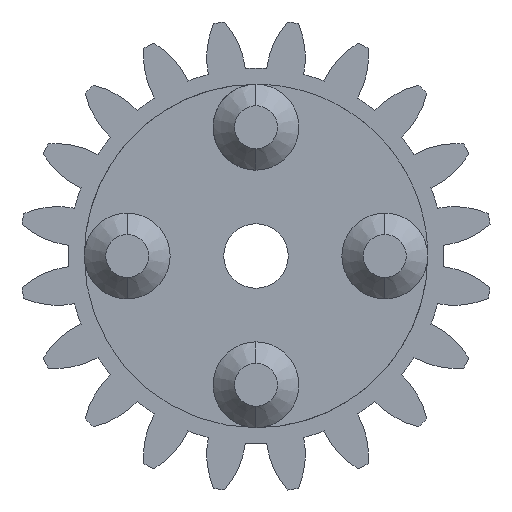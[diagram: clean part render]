
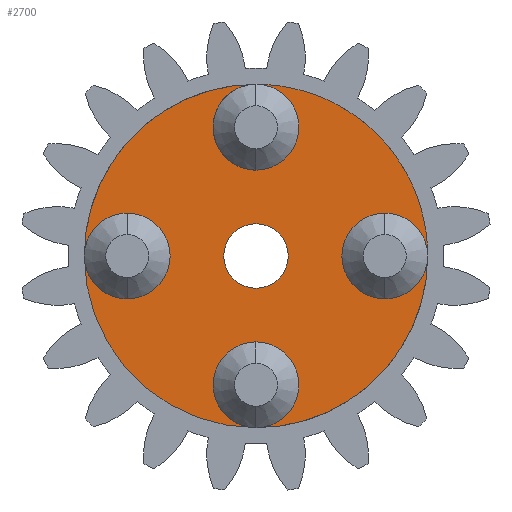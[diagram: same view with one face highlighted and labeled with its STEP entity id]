
A CAD part, left-side view. The second image highlights one B-rep face of the part: STEP entity #2700.
In plain terms, the highlighted planar face has unit normal (-1, 0, 0).
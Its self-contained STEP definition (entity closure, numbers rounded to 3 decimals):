
#92 = VERTEX_POINT ( 'NONE', #1126 ) ;
#96 = ORIENTED_EDGE ( 'NONE', *, *, #2042, .F. ) ;
#100 = AXIS2_PLACEMENT_3D ( 'NONE', #780, #2012, #1094 ) ;
#239 = CIRCLE ( 'NONE', #2235, 2. ) ;
#276 = DIRECTION ( 'NONE',  ( 0., 0., 1. ) ) ;
#345 = ORIENTED_EDGE ( 'NONE', *, *, #1720, .F. ) ;
#356 = ORIENTED_EDGE ( 'NONE', *, *, #757, .F. ) ;
#484 = CARTESIAN_POINT ( 'NONE',  ( -43., 0., -6. ) ) ;
#559 = CIRCLE ( 'NONE', #3552, 1.5 ) ;
#560 = CIRCLE ( 'NONE', #1895, 2. ) ;
#561 = DIRECTION ( 'NONE',  ( 0., 0., 1. ) ) ;
#570 = CIRCLE ( 'NONE', #1302, 2. ) ;
#601 = ORIENTED_EDGE ( 'NONE', *, *, #2744, .F. ) ;
#692 = AXIS2_PLACEMENT_3D ( 'NONE', #2041, #1021, #3307 ) ;
#710 = DIRECTION ( 'NONE',  ( 0., 0., 1. ) ) ;
#740 = FACE_BOUND ( 'NONE', #1544, .T. ) ;
#757 = EDGE_CURVE ( 'NONE', #2617, #2962, #560, .T. ) ;
#763 = CIRCLE ( 'NONE', #4018, 1.5 ) ;
#769 = CARTESIAN_POINT ( 'NONE',  ( -43., 0., 8. ) ) ;
#774 = ORIENTED_EDGE ( 'NONE', *, *, #945, .F. ) ;
#780 = CARTESIAN_POINT ( 'NONE',  ( -43., 0., 0. ) ) ;
#791 = CARTESIAN_POINT ( 'NONE',  ( -43., 0., 6. ) ) ;
#811 = DIRECTION ( 'NONE',  ( 0., 0., 1. ) ) ;
#827 = DIRECTION ( 'NONE',  ( -1., 0., 0. ) ) ;
#841 = DIRECTION ( 'NONE',  ( -1., 0., 0. ) ) ;
#861 = ORIENTED_EDGE ( 'NONE', *, *, #886, .T. ) ;
#886 = EDGE_CURVE ( 'NONE', #3539, #1169, #1422, .T. ) ;
#894 = CIRCLE ( 'NONE', #3351, 2. ) ;
#945 = EDGE_CURVE ( 'NONE', #1398, #3642, #570, .T. ) ;
#1021 = DIRECTION ( 'NONE',  ( -1., 0., 0. ) ) ;
#1054 = CARTESIAN_POINT ( 'NONE',  ( -43., -8., 0. ) ) ;
#1094 = DIRECTION ( 'NONE',  ( 0., 0., 1. ) ) ;
#1107 = DIRECTION ( 'NONE',  ( -1., 0., 0. ) ) ;
#1116 = CARTESIAN_POINT ( 'NONE',  ( -43., 0., 1.5 ) ) ;
#1126 = CARTESIAN_POINT ( 'NONE',  ( -43., 0., -1.5 ) ) ;
#1143 = CARTESIAN_POINT ( 'NONE',  ( -43., -6., 0. ) ) ;
#1169 = VERTEX_POINT ( 'NONE', #3293 ) ;
#1185 = CARTESIAN_POINT ( 'NONE',  ( -43., 6., 0. ) ) ;
#1207 = AXIS2_PLACEMENT_3D ( 'NONE', #1844, #3096, #2818 ) ;
#1292 = CARTESIAN_POINT ( 'NONE',  ( -43., -6., -2. ) ) ;
#1302 = AXIS2_PLACEMENT_3D ( 'NONE', #1857, #841, #3380 ) ;
#1303 = CARTESIAN_POINT ( 'NONE',  ( -43., 0., -8. ) ) ;
#1350 = EDGE_CURVE ( 'NONE', #2962, #2617, #3012, .T. ) ;
#1376 = ORIENTED_EDGE ( 'NONE', *, *, #1350, .F. ) ;
#1398 = VERTEX_POINT ( 'NONE', #3039 ) ;
#1422 = CIRCLE ( 'NONE', #3750, 8. ) ;
#1469 = CARTESIAN_POINT ( 'NONE',  ( -43., 6., 2. ) ) ;
#1513 = CARTESIAN_POINT ( 'NONE',  ( -43., 6., 0. ) ) ;
#1521 = DIRECTION ( 'NONE',  ( -1., 0., 0. ) ) ;
#1544 = EDGE_LOOP ( 'NONE', ( #2464, #345 ) ) ;
#1572 = VERTEX_POINT ( 'NONE', #1292 ) ;
#1595 = EDGE_CURVE ( 'NONE', #1169, #2962, #3880, .T. ) ;
#1600 = CIRCLE ( 'NONE', #1207, 8. ) ;
#1662 = VERTEX_POINT ( 'NONE', #3866 ) ;
#1705 = EDGE_CURVE ( 'NONE', #2962, #4024, #2353, .T. ) ;
#1720 = EDGE_CURVE ( 'NONE', #92, #3977, #559, .T. ) ;
#1725 = AXIS2_PLACEMENT_3D ( 'NONE', #2397, #1107, #811 ) ;
#1727 = EDGE_LOOP ( 'NONE', ( #3135, #356, #1376, #3778, #1757, #2485, #2684, #3080, #2777, #601, #861, #96, #774, #2384 ) ) ;
#1745 = DIRECTION ( 'NONE',  ( -1., 0., 0. ) ) ;
#1757 = ORIENTED_EDGE ( 'NONE', *, *, #1810, .F. ) ;
#1783 = DIRECTION ( 'NONE',  ( -1., 0., 0. ) ) ;
#1789 = CARTESIAN_POINT ( 'NONE',  ( -43., 0., 0. ) ) ;
#1800 = CARTESIAN_POINT ( 'NONE',  ( -43., -6., 2. ) ) ;
#1810 = EDGE_CURVE ( 'NONE', #1572, #4024, #894, .T. ) ;
#1844 = CARTESIAN_POINT ( 'NONE',  ( -43., 0., 0. ) ) ;
#1857 = CARTESIAN_POINT ( 'NONE',  ( -43., 6., 0. ) ) ;
#1895 = AXIS2_PLACEMENT_3D ( 'NONE', #2981, #3935, #3607 ) ;
#1970 = AXIS2_PLACEMENT_3D ( 'NONE', #484, #1745, #3683 ) ;
#2012 = DIRECTION ( 'NONE',  ( -1., 0., 0. ) ) ;
#2041 = CARTESIAN_POINT ( 'NONE',  ( -43., 0., 0. ) ) ;
#2042 = EDGE_CURVE ( 'NONE', #3642, #1169, #239, .T. ) ;
#2051 = CARTESIAN_POINT ( 'NONE',  ( -43., 0., 6. ) ) ;
#2060 = EDGE_CURVE ( 'NONE', #1169, #1398, #2562, .T. ) ;
#2088 = CIRCLE ( 'NONE', #3617, 2. ) ;
#2102 = DIRECTION ( 'NONE',  ( 0., 0., 1. ) ) ;
#2111 = EDGE_CURVE ( 'NONE', #3977, #92, #763, .T. ) ;
#2223 = CARTESIAN_POINT ( 'NONE',  ( -43., 0., -4. ) ) ;
#2235 = AXIS2_PLACEMENT_3D ( 'NONE', #1185, #1783, #561 ) ;
#2292 = CARTESIAN_POINT ( 'NONE',  ( -43., 0., 0. ) ) ;
#2305 = PLANE ( 'NONE',  #100 ) ;
#2353 = CIRCLE ( 'NONE', #692, 8. ) ;
#2384 = ORIENTED_EDGE ( 'NONE', *, *, #2060, .F. ) ;
#2397 = CARTESIAN_POINT ( 'NONE',  ( -43., -6., 0. ) ) ;
#2412 = AXIS2_PLACEMENT_3D ( 'NONE', #2415, #827, #2102 ) ;
#2415 = CARTESIAN_POINT ( 'NONE',  ( -43., -6., 0. ) ) ;
#2464 = ORIENTED_EDGE ( 'NONE', *, *, #2111, .F. ) ;
#2485 = ORIENTED_EDGE ( 'NONE', *, *, #3077, .F. ) ;
#2511 = VERTEX_POINT ( 'NONE', #1800 ) ;
#2562 = CIRCLE ( 'NONE', #3286, 2. ) ;
#2601 = AXIS2_PLACEMENT_3D ( 'NONE', #791, #3037, #2610 ) ;
#2610 = DIRECTION ( 'NONE',  ( 0., 0., 1. ) ) ;
#2617 = VERTEX_POINT ( 'NONE', #2223 ) ;
#2624 = DIRECTION ( 'NONE',  ( -1., 0., 0. ) ) ;
#2684 = ORIENTED_EDGE ( 'NONE', *, *, #3742, .F. ) ;
#2696 = FACE_OUTER_BOUND ( 'NONE', #1727, .T. ) ;
#2700 = ADVANCED_FACE ( 'NONE', ( #740, #2696 ), #2305, .T. ) ;
#2731 = DIRECTION ( 'NONE',  ( 0., 0., 1. ) ) ;
#2744 = EDGE_CURVE ( 'NONE', #3539, #1662, #2088, .T. ) ;
#2777 = ORIENTED_EDGE ( 'NONE', *, *, #3119, .F. ) ;
#2818 = DIRECTION ( 'NONE',  ( 0., 0., 1. ) ) ;
#2930 = CIRCLE ( 'NONE', #2412, 2. ) ;
#2952 = DIRECTION ( 'NONE',  ( 0., 0., 1. ) ) ;
#2962 = VERTEX_POINT ( 'NONE', #1303 ) ;
#2981 = CARTESIAN_POINT ( 'NONE',  ( -43., 0., -6. ) ) ;
#3012 = CIRCLE ( 'NONE', #1970, 2. ) ;
#3037 = DIRECTION ( 'NONE',  ( -1., 0., 0. ) ) ;
#3039 = CARTESIAN_POINT ( 'NONE',  ( -43., 6., -2. ) ) ;
#3077 = EDGE_CURVE ( 'NONE', #2511, #1572, #3525, .T. ) ;
#3080 = ORIENTED_EDGE ( 'NONE', *, *, #3666, .T. ) ;
#3096 = DIRECTION ( 'NONE',  ( -1., 0., 0. ) ) ;
#3100 = CARTESIAN_POINT ( 'NONE',  ( -43., 0., 0. ) ) ;
#3116 = DIRECTION ( 'NONE',  ( -1., 0., 0. ) ) ;
#3119 = EDGE_CURVE ( 'NONE', #1662, #3539, #3856, .T. ) ;
#3135 = ORIENTED_EDGE ( 'NONE', *, *, #1595, .T. ) ;
#3226 = CARTESIAN_POINT ( 'NONE',  ( -43., 0., 0. ) ) ;
#3238 = DIRECTION ( 'NONE',  ( 0., 0., 1. ) ) ;
#3256 = DIRECTION ( 'NONE',  ( -1., 0., 0. ) ) ;
#3275 = DIRECTION ( 'NONE',  ( -1., 0., 0. ) ) ;
#3286 = AXIS2_PLACEMENT_3D ( 'NONE', #1513, #3435, #4014 ) ;
#3293 = CARTESIAN_POINT ( 'NONE',  ( -43., 8., 0. ) ) ;
#3307 = DIRECTION ( 'NONE',  ( 0., 0., 1. ) ) ;
#3316 = DIRECTION ( 'NONE',  ( 0., 0., 1. ) ) ;
#3351 = AXIS2_PLACEMENT_3D ( 'NONE', #1143, #3256, #3238 ) ;
#3380 = DIRECTION ( 'NONE',  ( 0., 0., 1. ) ) ;
#3435 = DIRECTION ( 'NONE',  ( -1., 0., 0. ) ) ;
#3489 = AXIS2_PLACEMENT_3D ( 'NONE', #2292, #3560, #2952 ) ;
#3525 = CIRCLE ( 'NONE', #1725, 2. ) ;
#3539 = VERTEX_POINT ( 'NONE', #769 ) ;
#3552 = AXIS2_PLACEMENT_3D ( 'NONE', #3226, #2624, #710 ) ;
#3560 = DIRECTION ( 'NONE',  ( -1., 0., 0. ) ) ;
#3607 = DIRECTION ( 'NONE',  ( 0., 0., 1. ) ) ;
#3617 = AXIS2_PLACEMENT_3D ( 'NONE', #2051, #3275, #3316 ) ;
#3642 = VERTEX_POINT ( 'NONE', #1469 ) ;
#3666 = EDGE_CURVE ( 'NONE', #4024, #3539, #1600, .T. ) ;
#3683 = DIRECTION ( 'NONE',  ( 0., 0., 1. ) ) ;
#3742 = EDGE_CURVE ( 'NONE', #4024, #2511, #2930, .T. ) ;
#3750 = AXIS2_PLACEMENT_3D ( 'NONE', #1789, #1521, #2731 ) ;
#3778 = ORIENTED_EDGE ( 'NONE', *, *, #1705, .T. ) ;
#3856 = CIRCLE ( 'NONE', #2601, 2. ) ;
#3866 = CARTESIAN_POINT ( 'NONE',  ( -43., 0., 4. ) ) ;
#3880 = CIRCLE ( 'NONE', #3489, 8. ) ;
#3935 = DIRECTION ( 'NONE',  ( -1., 0., 0. ) ) ;
#3977 = VERTEX_POINT ( 'NONE', #1116 ) ;
#4014 = DIRECTION ( 'NONE',  ( 0., 0., 1. ) ) ;
#4018 = AXIS2_PLACEMENT_3D ( 'NONE', #3100, #3116, #276 ) ;
#4024 = VERTEX_POINT ( 'NONE', #1054 ) ;
